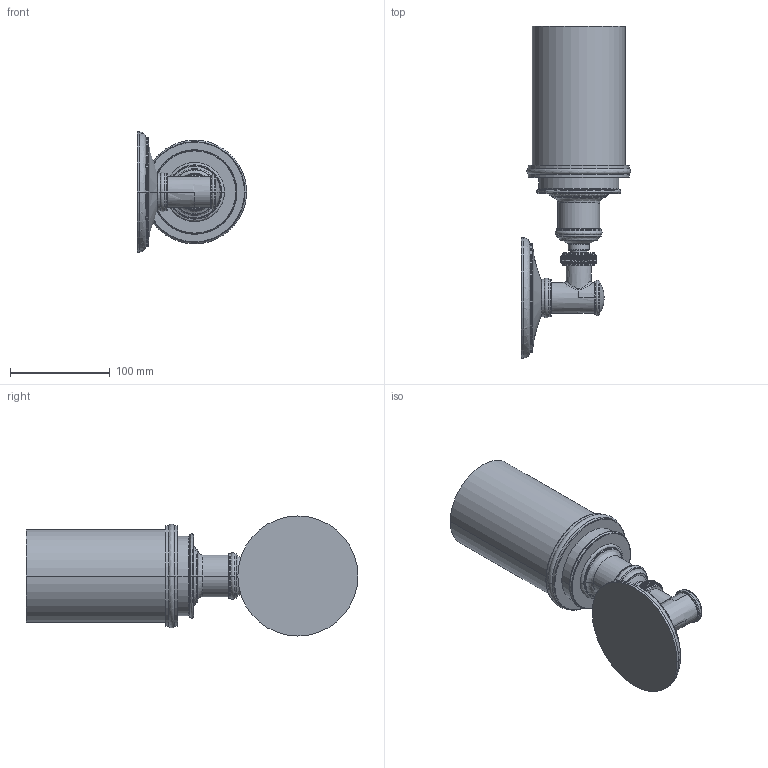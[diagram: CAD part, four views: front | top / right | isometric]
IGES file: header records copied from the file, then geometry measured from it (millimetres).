
Start section:  PTC IGES file: 4581-1.igs
Global section: file name: 4581-1.igs; native system: Creo Parametric by PTC Inc.; preprocessor: 2018400; author: jinson.thomas; organization: Unknown; date: 20210614.111037; units: inch
Bounding box: 109.45 x 333.01 x 120.5 mm (x, y, z)
Volume: 661273.2 mm3; surface area: 166285.1 mm2
Topology: 1 solids, 1 shells, 816 faces, 1749 edges, 920 vertices
Faces by surface type: bspline 470, revolution 346
